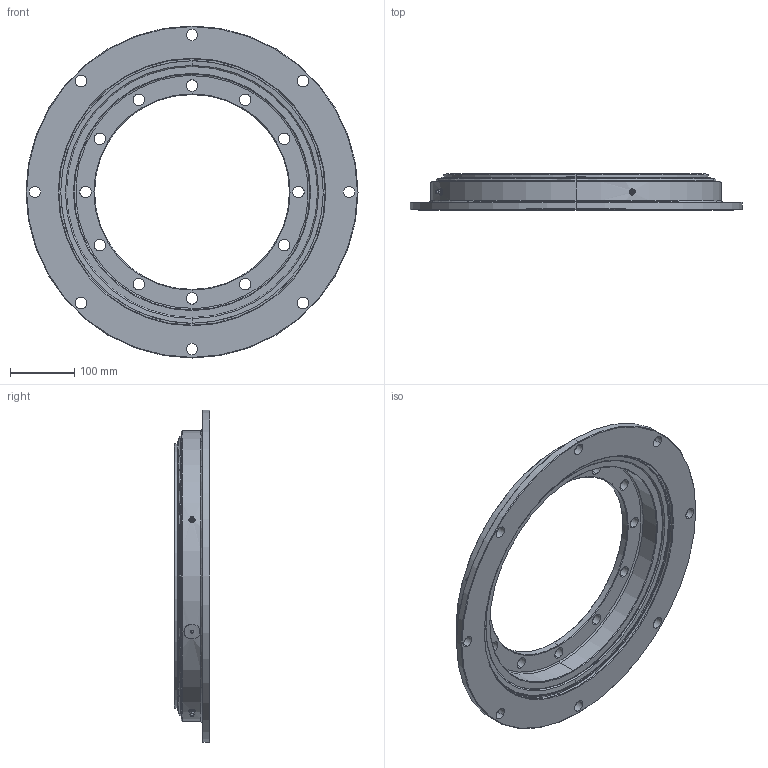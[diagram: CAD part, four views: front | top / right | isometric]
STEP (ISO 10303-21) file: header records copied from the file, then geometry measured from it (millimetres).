
FILE_DESCRIPTION (( 'STEP AP214' ), '1' );
FILE_NAME ('0053755.step', '2023-09-28T09:24:47', ( '' ), ( '' ), 'SwSTEP 2.0', 'SolidWorks 2020', '' );
FILE_SCHEMA (( 'AUTOMOTIVE_DESIGN' ));
Length unit declared in the file: millimetre
Products named in the file (1): 0053755
Bounding box: 518 x 56 x 518 mm (x, y, z)
Volume: 3015428.7 mm3; surface area: 686615.3 mm2
Topology: 10 solids, 10 shells, 310 faces, 713 edges, 435 vertices
Faces by surface type: cylinder 115, bspline 76, plane 62, cone 57
Entity records: 10964 total; most frequent: CARTESIAN_POINT 3875, DIRECTION 1495, ORIENTED_EDGE 1418, EDGE_CURVE 709, AXIS2_PLACEMENT_3D 627, VERTEX_POINT 435, CIRCLE 392, EDGE_LOOP 386
